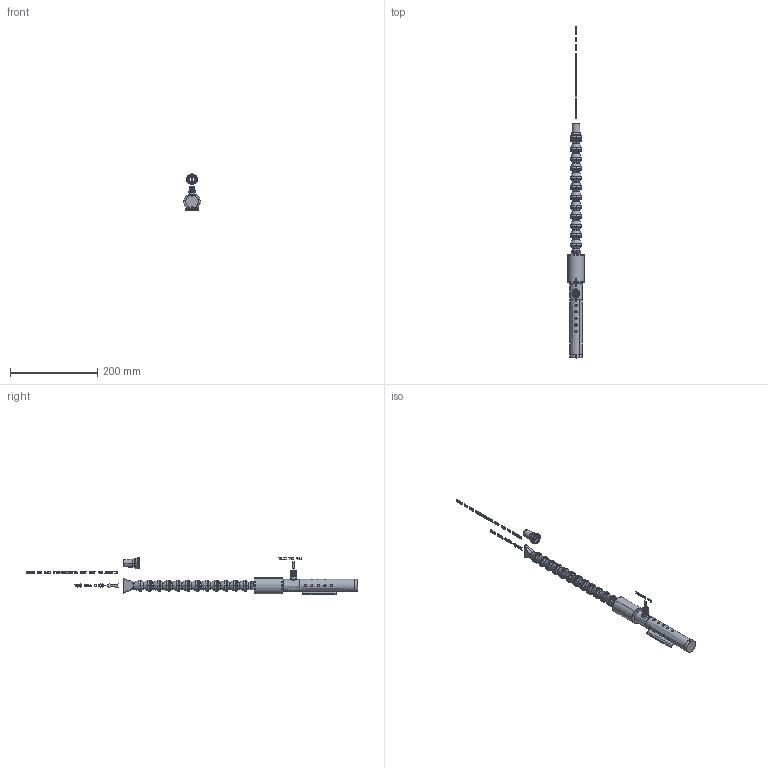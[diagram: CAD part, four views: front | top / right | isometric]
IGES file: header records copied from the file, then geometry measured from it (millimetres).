
Start section: START RECORD GO HERE.
Global section: file name: MTC-SPH.igs; native system: DASSAULT SYSTEMES CATIA V5 R20 - www.3ds.com; preprocessor: CATIA Version 5 Release 20 ; author: Chirag Shah; organization: INTRITECH; date: 20190719.164848; units: millimetre
Bounding box: 37.49 x 760.03 x 85.22 mm (x, y, z)
Volume: 230239.1 mm3; surface area: 104306.8 mm2
Topology: 76 solids, 76 shells, 2380 faces, 6191 edges, 3831 vertices
Faces by surface type: plane 1547, revolution 743, bspline 90
